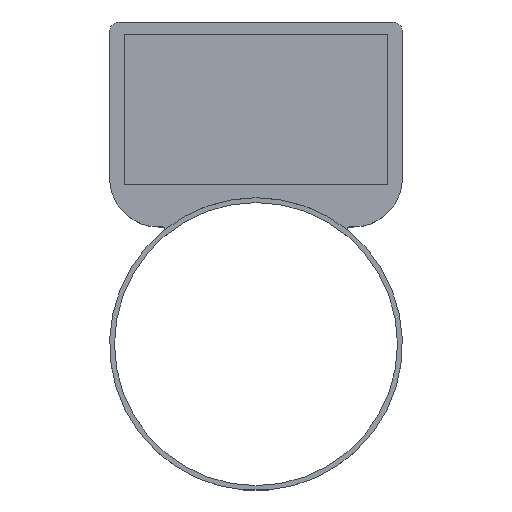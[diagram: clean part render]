
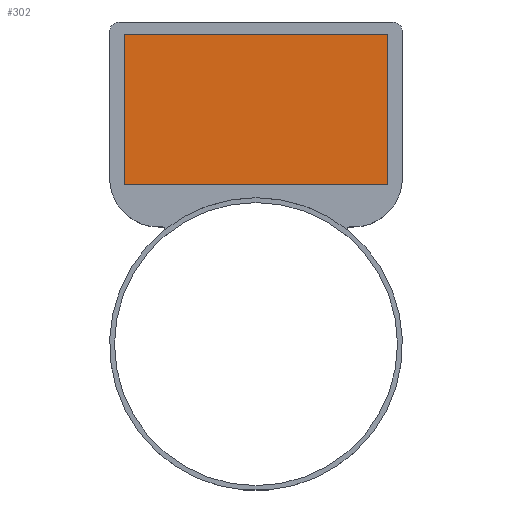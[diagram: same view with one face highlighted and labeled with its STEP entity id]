
A CAD part, top view. The second image highlights one B-rep face of the part: STEP entity #302.
In plain terms, the highlighted planar face has unit normal (0, 0, 1).
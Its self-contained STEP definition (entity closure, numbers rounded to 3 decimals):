
#182=CARTESIAN_POINT('',(13.5,31.7,2.0));
#183=VERTEX_POINT('',#182);
#190=CARTESIAN_POINT('',(13.5,16.4,2.0));
#191=VERTEX_POINT('',#190);
#192=CARTESIAN_POINT('',(13.5,31.7,2.0));
#193=DIRECTION('',(0.0,-1.0,0.0));
#194=VECTOR('',#193,15.3);
#195=LINE('',#192,#194);
#196=EDGE_CURVE('',#183,#191,#195,.T.);
#220=CARTESIAN_POINT('',(-13.5,31.7,2.0));
#221=VERTEX_POINT('',#220);
#228=CARTESIAN_POINT('',(-13.5,31.7,2.0));
#229=DIRECTION('',(1.0,0.0,0.0));
#230=VECTOR('',#229,27.0);
#231=LINE('',#228,#230);
#232=EDGE_CURVE('',#221,#183,#231,.T.);
#251=CARTESIAN_POINT('',(-13.5,16.4,2.0));
#252=VERTEX_POINT('',#251);
#259=CARTESIAN_POINT('',(-13.5,16.4,2.0));
#260=DIRECTION('',(0.0,1.0,0.0));
#261=VECTOR('',#260,15.3);
#262=LINE('',#259,#261);
#263=EDGE_CURVE('',#252,#221,#262,.T.);
#281=CARTESIAN_POINT('',(13.5,16.4,2.0));
#282=DIRECTION('',(-1.0,0.0,0.0));
#283=VECTOR('',#282,27.);
#284=LINE('',#281,#283);
#285=EDGE_CURVE('',#191,#252,#284,.T.);
#291=CARTESIAN_POINT('',(0.,24.05,2.0));
#292=DIRECTION('',(0.0,0.0,1.0));
#293=DIRECTION('',(1.0,0.0,0.0));
#294=AXIS2_PLACEMENT_3D('',#291,#292,#293);
#295=PLANE('',#294);
#296=ORIENTED_EDGE('',*,*,#285,.F.);
#297=ORIENTED_EDGE('',*,*,#196,.F.);
#298=ORIENTED_EDGE('',*,*,#232,.F.);
#299=ORIENTED_EDGE('',*,*,#263,.F.);
#300=EDGE_LOOP('',(#296,#297,#298,#299));
#301=FACE_OUTER_BOUND('',#300,.T.);
#302=ADVANCED_FACE('',(#301),#295,.T.);
